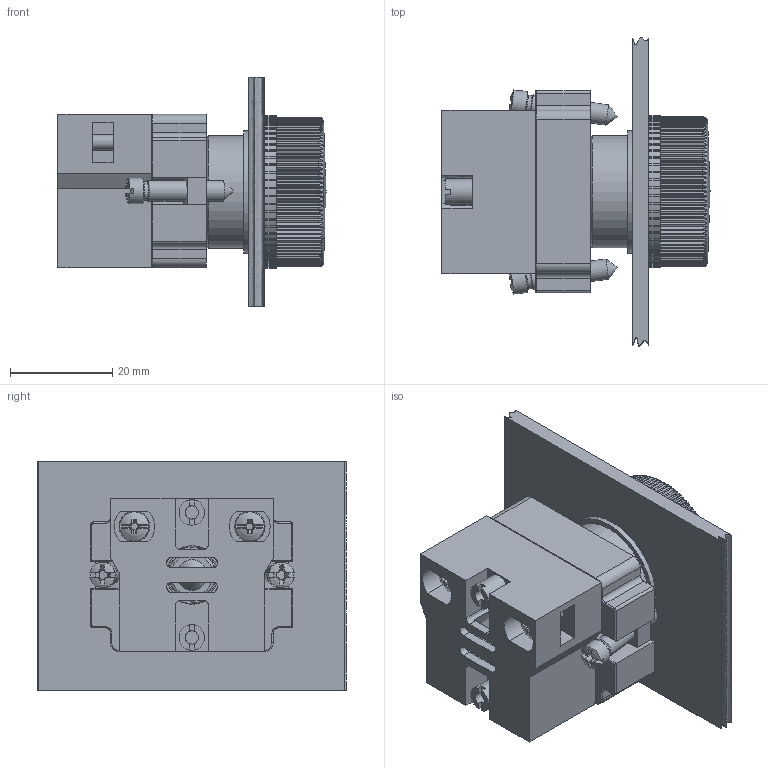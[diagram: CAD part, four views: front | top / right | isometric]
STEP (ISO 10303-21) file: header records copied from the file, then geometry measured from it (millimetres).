
FILE_DESCRIPTION((''),'2;1');
FILE_NAME('2PLBxLB-yyy_assembly.stp','2007-11-14T18:05:28',('Philipp'),(''),'Autodesk Inventor 2008','Autodesk Inventor 2008','');
FILE_SCHEMA(('AUTOMOTIVE_DESIGN { 1 0 10303 214 1 1 1 1 }'));
Length unit declared in the file: millimetre
Products named in the file (13): 2PLBxLB-yyy_assembly; 2BRK; DIN 7985 (Z) M4x18-Z; panel; 2PLBxLB-yyy_operator; 2PLBxLB-yyy; rubber_gasket; 2LHB; MCB9xxx; screw; DIN 7985 (H) M3x10-H
Assembly tree (15 placements, depth 3):
  2PLBxLB-yyy_assembly
    2BRK
      2BRK
      DIN 7985 (Z) M4x18-Z  x2
    panel
    2PLBxLB-yyy_operator
      2PLBxLB-yyy
      rubber_gasket
    2LHB
      2LHB
      MCB9xxx
      screw  x2
      DIN 7985 (H) M3x10-H  x2
Bounding box: 52.5 x 60.45 x 45 mm (x, y, z)
Volume: 36777.8 mm3; surface area: 27396 mm2
Topology: 12 solids, 12 shells, 992 faces, 2798 edges, 1847 vertices
Faces by surface type: plane 553, cylinder 324, bspline 52, cone 42, torus 13, sphere 8
Full cylindrical faces by diameter (mm): 0.75 x1, 2.5 x5, 2.6 x4, 2.75 x2, 3 x5, 3.65 x2, 4 x2, 5 x4, 9.2 x1, 10 x1, 10.2 x1, 12.8 x1, 13.3 x1, 18 x1, 20.3 x1, 22 x2, 22.25 x1, 22.5 x1, 24 x2, 24.25 x1
Entity records: 33202 total; most frequent: CARTESIAN_POINT 9133, ORIENTED_EDGE 5000, DIRECTION 4820, EDGE_CURVE 2500, VERTEX_POINT 1684, AXIS2_PLACEMENT_3D 1673, VECTOR 1474, LINE 1474
